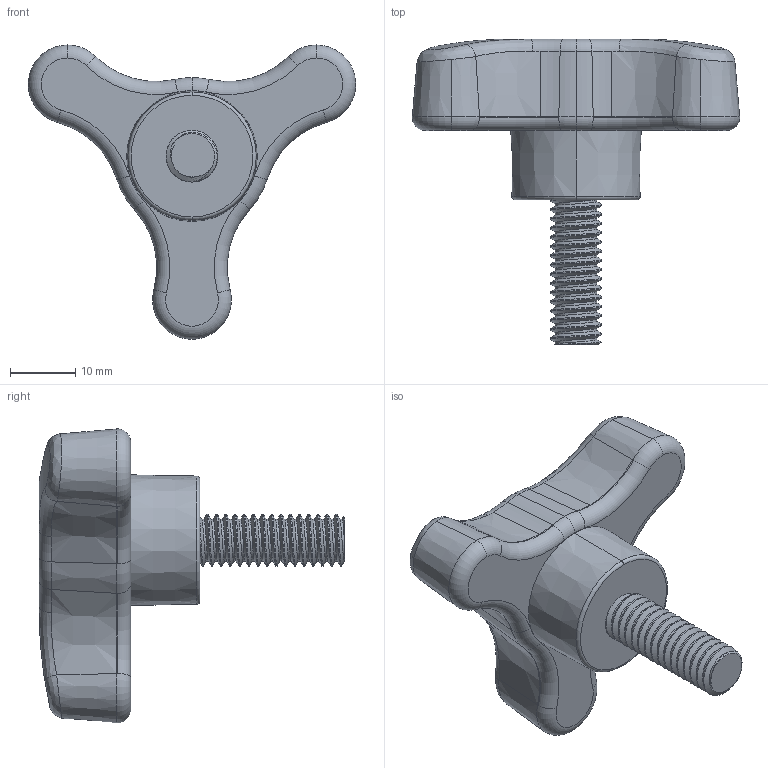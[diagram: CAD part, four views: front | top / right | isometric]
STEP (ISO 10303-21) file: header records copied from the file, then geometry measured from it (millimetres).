
FILE_DESCRIPTION (( 'STEP AP214' ), '1' );
FILE_NAME ('02429-Tri Knob Zinc Ext Thread 22.2mm 5_16Inch BSW.STEP', '2018-08-01T23:55:10', ( '' ), ( '' ), 'SwSTEP 2.0', 'SolidWorks 2018', '' );
FILE_SCHEMA (( 'AUTOMOTIVE_DESIGN' ));
Length unit declared in the file: millimetre
Products named in the file (1): 02429-Tri Knob Zinc Ext Thread 22.2mm 5_16Inch BSW
Bounding box: 50.16 x 46.8 x 45.06 mm (x, y, z)
Volume: 16653.4 mm3; surface area: 5192 mm2
Topology: 1 solids, 1 shells, 370 faces, 984 edges, 644 vertices
Faces by surface type: plane 161, bspline 118, torus 37, cylinder 32, cone 22
Entity records: 17133 total; most frequent: CARTESIAN_POINT 8918, ORIENTED_EDGE 1968, DIRECTION 1043, EDGE_CURVE 984, VERTEX_POINT 644, B_SPLINE_CURVE_WITH_KNOTS 506, EDGE_LOOP 398, AXIS2_PLACEMENT_3D 377
